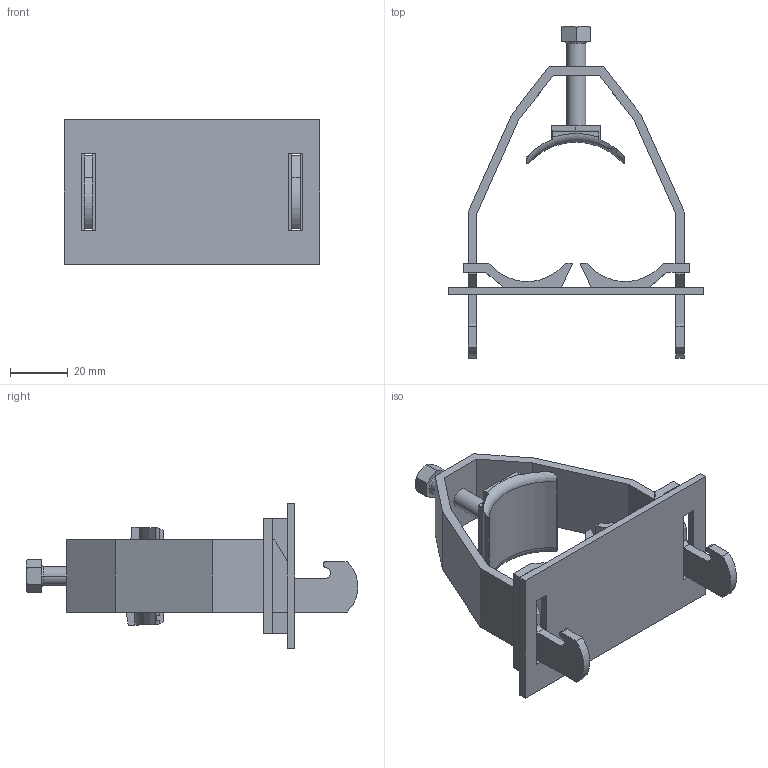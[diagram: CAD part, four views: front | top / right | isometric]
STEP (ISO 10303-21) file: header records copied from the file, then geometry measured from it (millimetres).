
FILE_DESCRIPTION((''),'2;1');
FILE_NAME('1174517_ASM','2013-02-11T',('AndreasKeweloh'),(''),'PRO/ENGINEER BY PARAMETRIC TECHNOLOGY CORPORATION, 2012360','PRO/ENGINEER BY PARAMETRIC TECHNOLOGY CORPORATION, 2012360','');
FILE_SCHEMA(('CONFIG_CONTROL_DESIGN'));
Length unit declared in the file: millimetre
Products named in the file (6): 1174517DRUCKWANNE; 1174517_SCHELLENKOERPER; 1174517SCHRAUBE_M8; 1174517GEGENPLATTE; 1174517GEGENWNE; 1174517_ASM
Assembly tree (6 placements, depth 2):
  1174517_ASM
    1174517DRUCKWANNE
    1174517_SCHELLENKOERPER
    1174517SCHRAUBE_M8
    1174517GEGENPLATTE
    1174517GEGENWNE  x2
Bounding box: 88.5 x 115.2 x 50 mm (x, y, z)
Volume: 41212.1 mm3; surface area: 33228.3 mm2
Topology: 6 solids, 6 shells, 136 faces, 359 edges, 236 vertices
Faces by surface type: plane 97, cylinder 25, bspline 8, torus 4, cone 2
Entity records: 5089 total; most frequent: CARTESIAN_POINT 2004, ORIENTED_EDGE 646, DIRECTION 556, EDGE_CURVE 323, VECTOR 216, LINE 216, VERTEX_POINT 212, AXIS2_PLACEMENT_3D 170
